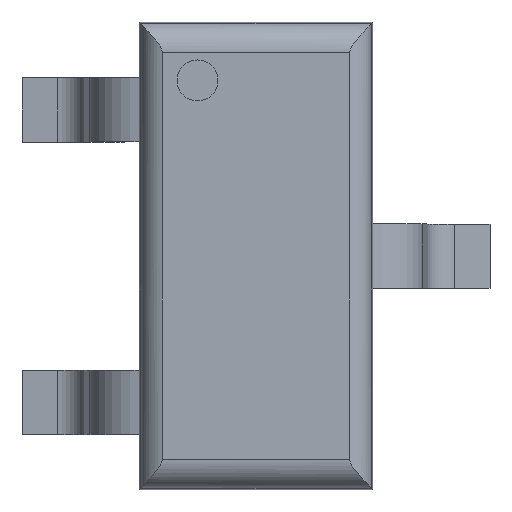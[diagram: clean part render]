
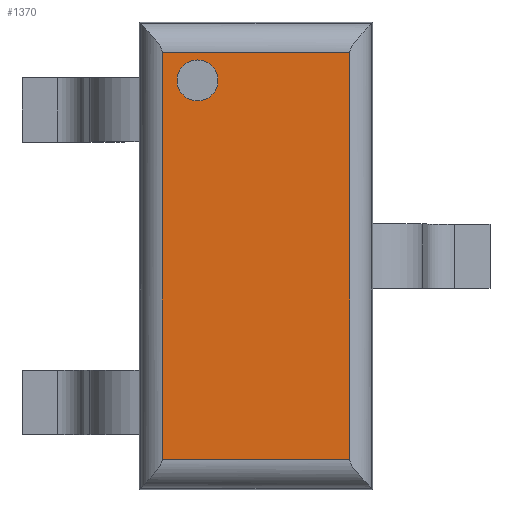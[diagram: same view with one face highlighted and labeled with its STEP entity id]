
A CAD part, top view. The second image highlights one B-rep face of the part: STEP entity #1370.
In plain terms, the highlighted planar face has unit normal (0, 0, 1).
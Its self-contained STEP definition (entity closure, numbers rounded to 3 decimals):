
#1324 = EDGE_CURVE('',#1325,#1327,#1329,.T.);
#1325 = VERTEX_POINT('',#1326);
#1326 = CARTESIAN_POINT('',(-0.13,0.6,0.8));
#1327 = VERTEX_POINT('',#1328);
#1328 = CARTESIAN_POINT('',(-0.27,0.6,0.8));
#1329 = CIRCLE('',#1330,0.07);
#1330 = AXIS2_PLACEMENT_3D('',#1331,#1332,#1333);
#1331 = CARTESIAN_POINT('',(-0.2,0.6,0.8));
#1332 = DIRECTION('',(0.,0.,-1.));
#1333 = DIRECTION('',(1.,0.,0.));
#1358 = EDGE_CURVE('',#1327,#1325,#1359,.T.);
#1359 = CIRCLE('',#1360,0.07);
#1360 = AXIS2_PLACEMENT_3D('',#1361,#1362,#1363);
#1361 = CARTESIAN_POINT('',(-0.2,0.6,0.8));
#1362 = DIRECTION('',(0.,0.,-1.));
#1363 = DIRECTION('',(1.,0.,0.));
#1370 = ADVANCED_FACE('',(#1371,#1375),#1409,.T.);
#1371 = FACE_BOUND('',#1372,.T.);
#1372 = EDGE_LOOP('',(#1373,#1374));
#1373 = ORIENTED_EDGE('',*,*,#1358,.T.);
#1374 = ORIENTED_EDGE('',*,*,#1324,.T.);
#1375 = FACE_BOUND('',#1376,.T.);
#1376 = EDGE_LOOP('',(#1377,#1387,#1395,#1403));
#1377 = ORIENTED_EDGE('',*,*,#1378,.T.);
#1378 = EDGE_CURVE('',#1379,#1381,#1383,.T.);
#1379 = VERTEX_POINT('',#1380);
#1380 = CARTESIAN_POINT('',(-0.321,0.696,0.8));
#1381 = VERTEX_POINT('',#1382);
#1382 = CARTESIAN_POINT('',(-0.321,-0.696,0.8));
#1383 = LINE('',#1384,#1385);
#1384 = CARTESIAN_POINT('',(-0.321,0.,0.8));
#1385 = VECTOR('',#1386,1.);
#1386 = DIRECTION('',(0.,-1.,0.));
#1387 = ORIENTED_EDGE('',*,*,#1388,.T.);
#1388 = EDGE_CURVE('',#1381,#1389,#1391,.T.);
#1389 = VERTEX_POINT('',#1390);
#1390 = CARTESIAN_POINT('',(0.321,-0.696,0.8));
#1391 = LINE('',#1392,#1393);
#1392 = CARTESIAN_POINT('',(-0.4,-0.696,0.8));
#1393 = VECTOR('',#1394,1.);
#1394 = DIRECTION('',(1.,0.,0.));
#1395 = ORIENTED_EDGE('',*,*,#1396,.T.);
#1396 = EDGE_CURVE('',#1389,#1397,#1399,.T.);
#1397 = VERTEX_POINT('',#1398);
#1398 = CARTESIAN_POINT('',(0.321,0.696,0.8));
#1399 = LINE('',#1400,#1401);
#1400 = CARTESIAN_POINT('',(0.321,0.,0.8));
#1401 = VECTOR('',#1402,1.);
#1402 = DIRECTION('',(0.,1.,0.));
#1403 = ORIENTED_EDGE('',*,*,#1404,.F.);
#1404 = EDGE_CURVE('',#1379,#1397,#1405,.T.);
#1405 = LINE('',#1406,#1407);
#1406 = CARTESIAN_POINT('',(-0.4,0.696,0.8));
#1407 = VECTOR('',#1408,1.);
#1408 = DIRECTION('',(1.,0.,0.));
#1409 = PLANE('',#1410);
#1410 = AXIS2_PLACEMENT_3D('',#1411,#1412,#1413);
#1411 = CARTESIAN_POINT('',(-0.4,0.,0.8));
#1412 = DIRECTION('',(0.,0.,1.));
#1413 = DIRECTION('',(0.,-1.,0.));
